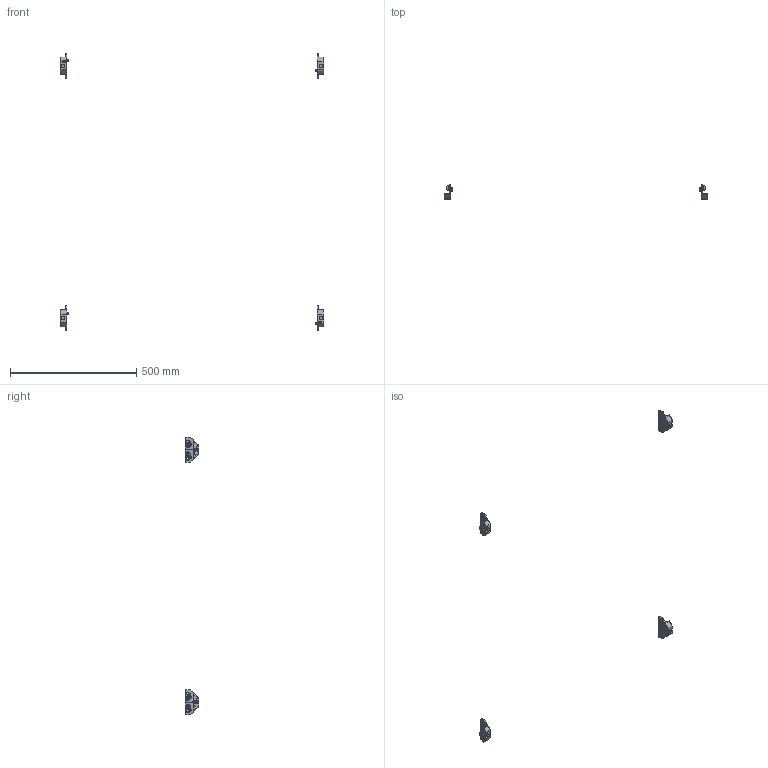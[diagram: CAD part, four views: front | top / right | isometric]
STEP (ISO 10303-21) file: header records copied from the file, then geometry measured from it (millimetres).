
FILE_DESCRIPTION(('STEP AP214'),'1');
FILE_NAME('cctmp_65B0DFAD-3A51-4806-A5EE-70E42CBC1428_2020_1_9_16_38_51_547..stp','2020-01-09T15:38:52',('Bosch Rexroth AG'),('CADClick - www.CADClick.com'),'Spatial InterOp 3D',' ','unknown authorization - (Healing Option Enabled)');
FILE_SCHEMA(('AUTOMOTIVE_DESIGN'));
Length unit declared in the file: millimetre
Products named in the file (1): 1
Bounding box: 1043 x 54.02 x 1099 mm (x, y, z)
Volume: 157734.6 mm3; surface area: 70407.3 mm2
Topology: 8 solids, 8 shells, 860 faces, 2324 edges, 1496 vertices
Faces by surface type: plane 384, cylinder 316, cone 144, sphere 16
Entity records: 37408 total; most frequent: CARTESIAN_POINT 8484, DIRECTION 4620, ORIENTED_EDGE 4616, EDGE_CURVE 2308, AXIS2_PLACEMENT_3D 1620, VERTEX_POINT 1496, LINE 1380, VECTOR 1380
